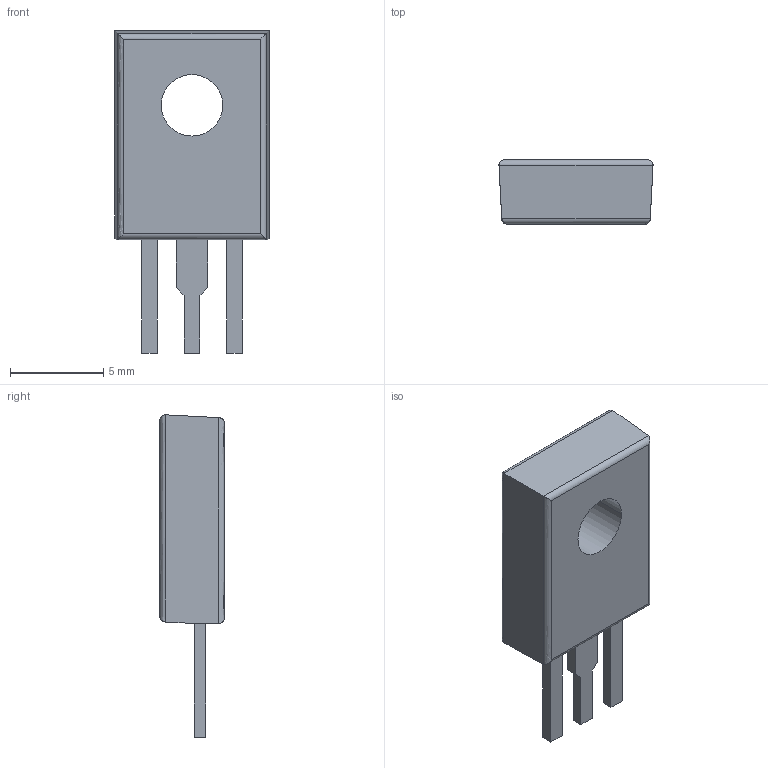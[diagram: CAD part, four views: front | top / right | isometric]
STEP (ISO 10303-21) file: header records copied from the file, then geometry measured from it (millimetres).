
FILE_DESCRIPTION((''),'2;1');
FILE_NAME('TO-126-V.stp','2009-12-01T17:03:43',(''),(''),'Mechanical Desktop 2009','Mechanical Desktop 2009',', , ');
FILE_SCHEMA(('AUTOMOTIVE_DESIGN { 1 2 10303 214 1 1 1 1 }'));
Length unit declared in the file: millimetre
Products named in the file (1): Product
Bounding box: 8.27 x 3.45 x 17.3 mm (x, y, z)
Volume: 290.7 mm3; surface area: 512.7 mm2
Topology: 5 solids, 5 shells, 52 faces, 120 edges, 79 vertices
Faces by surface type: plane 27, bspline 15, cylinder 10
Entity records: 1543 total; most frequent: CARTESIAN_POINT 325, ORIENTED_EDGE 240, DIRECTION 217, EDGE_CURVE 120, VECTOR 99, LINE 99, VERTEX_POINT 79, AXIS2_PLACEMENT_3D 59
